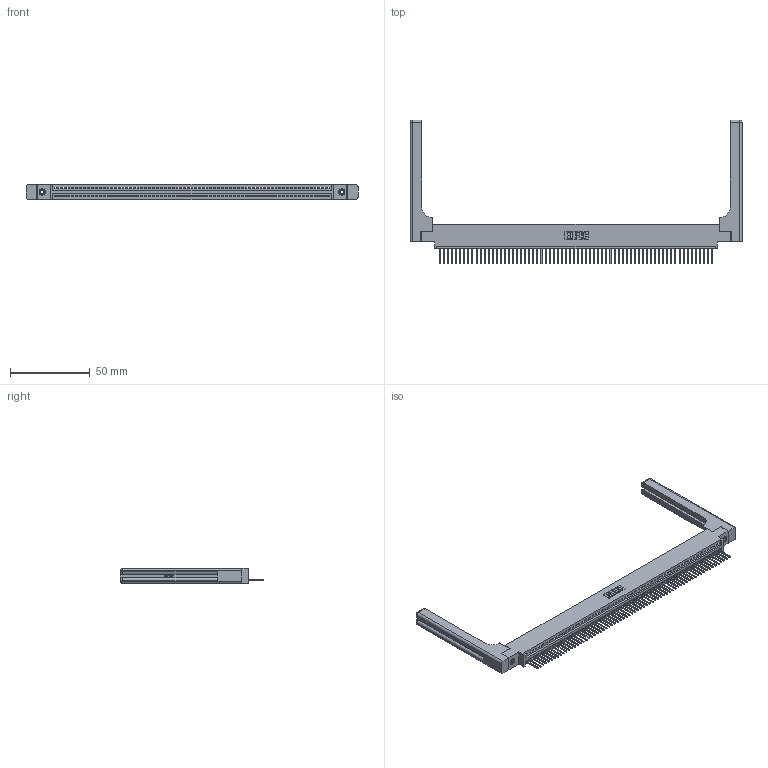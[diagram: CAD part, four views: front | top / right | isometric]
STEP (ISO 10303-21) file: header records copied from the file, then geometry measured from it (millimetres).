
FILE_DESCRIPTION (( 'STEP AP203' ), '1' );
FILE_NAME ('345-068-523-658.STEP', '2019-10-12T05:37:55', ( '' ), ( '' ), 'SwSTEP 2.0', 'SolidWorks 2016', '' );
FILE_SCHEMA (( 'CONFIG_CONTROL_DESIGN' ));
Length unit declared in the file: inch
Products named in the file (5): 345-068-523-658; 345 Part_0.170 Offset - 0.156 Dia-TH; 345-220-058_345-220-058; 345-292-001_345-293-123; 345-250-001_345-250-001-102
Assembly tree (73 placements, depth 2):
  345-068-523-658
    345 Part_0.170 Offset - 0.156 Dia-TH
    345-292-001_345-293-123  x68
    345-250-001_345-250-001-102  x2
    345-220-058_345-220-058  x2
Bounding box: 207.75 x 90.09 x 9.4 mm (x, y, z)
Volume: 28310.2 mm3; surface area: 32179 mm2
Topology: 73 solids, 73 shells, 4330 faces, 12987 edges, 8546 vertices
Faces by surface type: plane 2952, cylinder 1318, bspline 36, cone 12, sphere 8, torus 4
Entity records: 53010 total; most frequent: CARTESIAN_POINT 10153, ORIENTED_EDGE 8952, DIRECTION 7776, EDGE_CURVE 4476, VECTOR 3980, LINE 3980, VERTEX_POINT 2974, AXIS2_PLACEMENT_3D 1898
